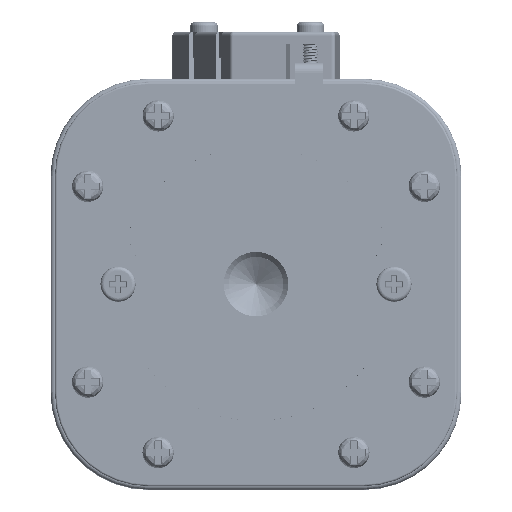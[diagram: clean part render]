
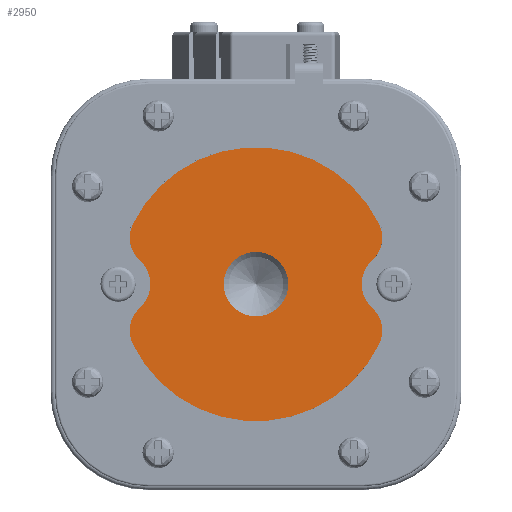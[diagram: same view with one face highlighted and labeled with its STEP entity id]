
A CAD part, top view. The second image highlights one B-rep face of the part: STEP entity #2950.
In plain terms, the highlighted planar face has unit normal (0, 0, 1).
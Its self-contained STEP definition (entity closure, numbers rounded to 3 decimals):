
#1268=FACE_BOUND('',#5567,.T.);
#1269=FACE_BOUND('',#5568,.T.);
#2049=CIRCLE('',#18580,7.75);
#2051=CIRCLE('',#18583,35.);
#2053=CIRCLE('',#18586,7.75);
#2055=CIRCLE('',#18589,8.25);
#2057=CIRCLE('',#18592,7.75);
#2059=CIRCLE('',#18595,35.);
#2061=CIRCLE('',#18598,7.75);
#2063=CIRCLE('',#18601,8.25);
#2073=CIRCLE('',#18622,8.25);
#2950=ADVANCED_FACE('',(#1268,#1269),#3724,.T.);
#3724=PLANE('',#18623);
#5567=EDGE_LOOP('',(#8958));
#5568=EDGE_LOOP('',(#8959,#8960,#8961,#8962,#8963,#8964,#8965,#8966));
#8958=ORIENTED_EDGE('',*,*,#14242,.T.);
#8959=ORIENTED_EDGE('',*,*,#14206,.F.);
#8960=ORIENTED_EDGE('',*,*,#14203,.F.);
#8961=ORIENTED_EDGE('',*,*,#14200,.F.);
#8962=ORIENTED_EDGE('',*,*,#14197,.F.);
#8963=ORIENTED_EDGE('',*,*,#14194,.F.);
#8964=ORIENTED_EDGE('',*,*,#14191,.F.);
#8965=ORIENTED_EDGE('',*,*,#14188,.F.);
#8966=ORIENTED_EDGE('',*,*,#14185,.F.);
#12044=VERTEX_POINT('',#147426);
#12046=VERTEX_POINT('',#147429);
#12048=VERTEX_POINT('',#147435);
#12050=VERTEX_POINT('',#147441);
#12052=VERTEX_POINT('',#147447);
#12054=VERTEX_POINT('',#147453);
#12056=VERTEX_POINT('',#147459);
#12058=VERTEX_POINT('',#147465);
#12084=VERTEX_POINT('',#149884);
#14185=EDGE_CURVE('',#12044,#12046,#2049,.T.);
#14188=EDGE_CURVE('',#12046,#12048,#2051,.T.);
#14191=EDGE_CURVE('',#12048,#12050,#2053,.T.);
#14194=EDGE_CURVE('',#12050,#12052,#2055,.T.);
#14197=EDGE_CURVE('',#12052,#12054,#2057,.T.);
#14200=EDGE_CURVE('',#12054,#12056,#2059,.T.);
#14203=EDGE_CURVE('',#12056,#12058,#2061,.T.);
#14206=EDGE_CURVE('',#12058,#12044,#2063,.T.);
#14242=EDGE_CURVE('',#12084,#12084,#2073,.T.);
#18580=AXIS2_PLACEMENT_3D('',#147428,#21627,#21628);
#18583=AXIS2_PLACEMENT_3D('',#147434,#21634,#21635);
#18586=AXIS2_PLACEMENT_3D('',#147440,#21641,#21642);
#18589=AXIS2_PLACEMENT_3D('',#147446,#21648,#21649);
#18592=AXIS2_PLACEMENT_3D('',#147452,#21655,#21656);
#18595=AXIS2_PLACEMENT_3D('',#147458,#21662,#21663);
#18598=AXIS2_PLACEMENT_3D('',#147464,#21669,#21670);
#18601=AXIS2_PLACEMENT_3D('',#147470,#21676,#21677);
#18622=AXIS2_PLACEMENT_3D('',#149883,#21724,#21725);
#18623=AXIS2_PLACEMENT_3D('',#149885,#21726,#21727);
#21627=DIRECTION('',(0.,0.,-1.));
#21628=DIRECTION('',(-1.,0.,0.));
#21634=DIRECTION('',(0.,0.,-1.));
#21635=DIRECTION('',(-1.,0.,0.));
#21641=DIRECTION('',(0.,0.,-1.));
#21642=DIRECTION('',(-1.,0.,0.));
#21648=DIRECTION('',(0.,0.,1.));
#21649=DIRECTION('',(-1.,0.,0.));
#21655=DIRECTION('',(0.,0.,-1.));
#21656=DIRECTION('',(-1.,0.,0.));
#21662=DIRECTION('',(0.,0.,-1.));
#21663=DIRECTION('',(-1.,0.,0.));
#21669=DIRECTION('',(0.,0.,-1.));
#21670=DIRECTION('',(-1.,0.,0.));
#21676=DIRECTION('',(0.,0.,1.));
#21677=DIRECTION('',(-1.,0.,0.));
#21724=DIRECTION('',(0.,0.,-1.));
#21725=DIRECTION('',(-1.,0.,0.));
#21726=DIRECTION('',(0.,0.,1.));
#21727=DIRECTION('',(-1.,0.,0.));
#147426=CARTESIAN_POINT('',(150.779,-46.377,49.));
#147428=CARTESIAN_POINT('',(155.973,-40.625,49.));
#147429=CARTESIAN_POINT('',(148.998,-37.248,49.));
#147434=CARTESIAN_POINT('',(180.5,-52.5,49.));
#147435=CARTESIAN_POINT('',(212.002,-37.248,49.));
#147440=CARTESIAN_POINT('',(205.027,-40.625,49.));
#147441=CARTESIAN_POINT('',(210.221,-46.377,49.));
#147446=CARTESIAN_POINT('',(215.75,-52.5,49.));
#147447=CARTESIAN_POINT('',(210.221,-58.623,49.));
#147452=CARTESIAN_POINT('',(205.027,-64.375,49.));
#147453=CARTESIAN_POINT('',(212.002,-67.752,49.));
#147458=CARTESIAN_POINT('',(180.5,-52.5,49.));
#147459=CARTESIAN_POINT('',(148.998,-67.752,49.));
#147464=CARTESIAN_POINT('',(155.973,-64.375,49.));
#147465=CARTESIAN_POINT('',(150.779,-58.623,49.));
#147470=CARTESIAN_POINT('',(145.25,-52.5,49.));
#149883=CARTESIAN_POINT('',(180.5,-52.5,49.));
#149884=CARTESIAN_POINT('',(172.25,-52.5,49.));
#149885=CARTESIAN_POINT('',(-0.122,-105.12,49.));
